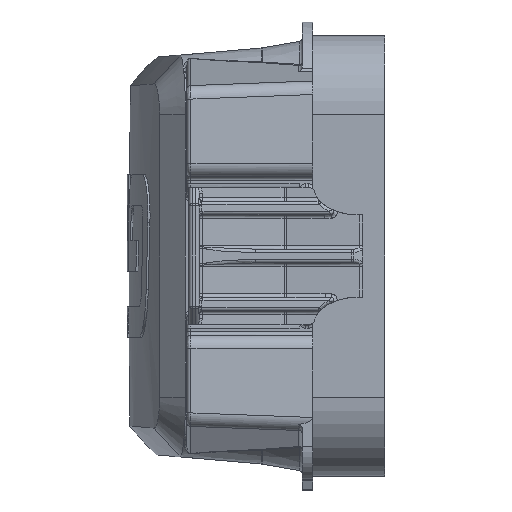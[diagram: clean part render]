
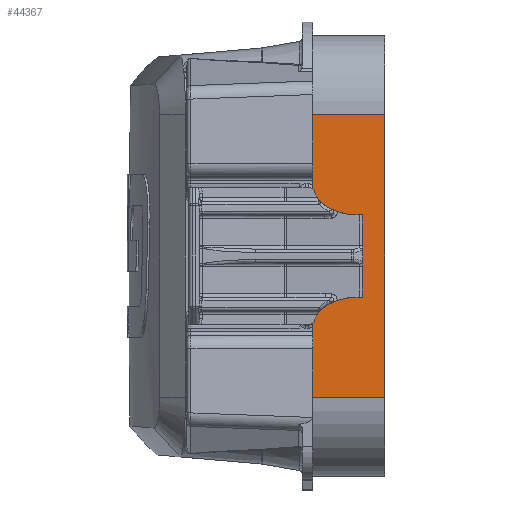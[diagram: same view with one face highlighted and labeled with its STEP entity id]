
A CAD part, left-side view. The second image highlights one B-rep face of the part: STEP entity #44367.
In plain terms, the highlighted planar face has unit normal (-1, 0, 0).
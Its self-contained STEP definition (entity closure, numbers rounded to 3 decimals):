
#35=DIRECTION('',(0.,0.,-1.));
#36=VECTOR('',#35,41.1);
#37=CARTESIAN_POINT('',(-56.,6.8,20.55));
#38=LINE('',#37,#36);
#11343=DIRECTION('',(0.,1.,0.));
#11344=VECTOR('',#11343,10.5);
#11345=CARTESIAN_POINT('',(-56.,-3.7,-20.55));
#11346=LINE('',#11345,#11344);
#11356=DIRECTION('',(0.,1.,0.));
#11357=VECTOR('',#11356,10.5);
#11358=CARTESIAN_POINT('',(-56.,-3.7,20.55));
#11359=LINE('',#11358,#11357);
#11360=DIRECTION('',(0.,0.,-1.));
#11361=VECTOR('',#11360,41.1);
#11362=CARTESIAN_POINT('',(-56.,-3.7,20.55));
#11363=LINE('',#11362,#11361);
#21265=CARTESIAN_POINT('',(-56.,-3.7,20.55));
#21266=CARTESIAN_POINT('',(-56.,6.8,20.55));
#21267=VERTEX_POINT('',#21265);
#21268=VERTEX_POINT('',#21266);
#21277=CARTESIAN_POINT('',(-56.,-3.7,-20.55));
#21278=CARTESIAN_POINT('',(-56.,6.8,-20.55));
#21279=VERTEX_POINT('',#21277);
#21280=VERTEX_POINT('',#21278);
#44355=CARTESIAN_POINT('',(-56.,-3.7,20.55));
#44356=DIRECTION('',(-1.,0.,0.));
#44357=DIRECTION('',(0.,1.,0.));
#44358=AXIS2_PLACEMENT_3D('',#44355,#44356,#44357);
#44359=PLANE('',#44358);
#44361=ORIENTED_EDGE('',*,*,#44360,.F.);
#44362=ORIENTED_EDGE('',*,*,#44309,.T.);
#44363=ORIENTED_EDGE('',*,*,#44347,.T.);
#44364=ORIENTED_EDGE('',*,*,#25329,.F.);
#44365=EDGE_LOOP('',(#44361,#44362,#44363,#44364));
#44366=FACE_OUTER_BOUND('',#44365,.F.);
#44367=ADVANCED_FACE('',(#44366),#44359,.T.);
#25329=EDGE_CURVE('',#21268,#21280,#38,.T.);
#44309=EDGE_CURVE('',#21267,#21279,#11363,.T.);
#44347=EDGE_CURVE('',#21279,#21280,#11346,.T.);
#44360=EDGE_CURVE('',#21267,#21268,#11359,.T.);
